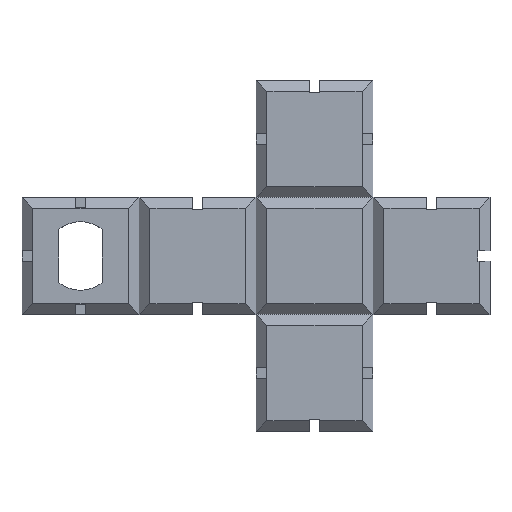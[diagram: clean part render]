
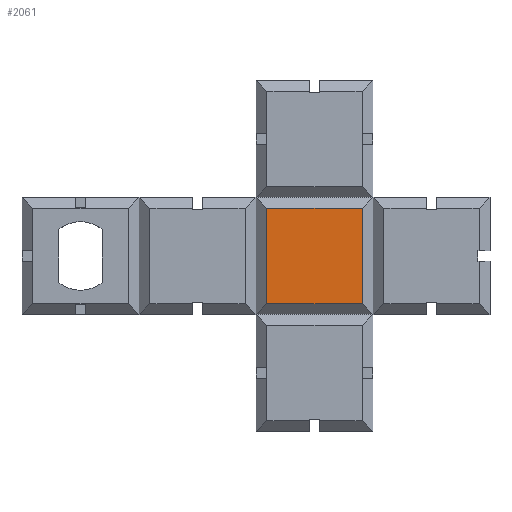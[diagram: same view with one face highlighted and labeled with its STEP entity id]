
A CAD part, top view. The second image highlights one B-rep face of the part: STEP entity #2061.
In plain terms, the highlighted planar face has unit normal (0, 0, 1).
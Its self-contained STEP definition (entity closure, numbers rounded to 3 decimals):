
#95=FACE_OUTER_BOUND('',#205,.T.);
#205=EDGE_LOOP('',(#1651,#1652,#1653,#1654));
#449=LINE('',#3166,#737);
#452=LINE('',#3171,#740);
#453=LINE('',#3173,#741);
#454=LINE('',#3174,#742);
#737=VECTOR('',#2585,10.);
#740=VECTOR('',#2590,10.);
#741=VECTOR('',#2591,10.);
#742=VECTOR('',#2592,10.);
#959=VERTEX_POINT('',#3163);
#960=VERTEX_POINT('',#3165);
#961=VERTEX_POINT('',#3170);
#962=VERTEX_POINT('',#3172);
#1213=EDGE_CURVE('',#959,#960,#449,.T.);
#1216=EDGE_CURVE('',#961,#959,#452,.T.);
#1217=EDGE_CURVE('',#962,#961,#453,.T.);
#1218=EDGE_CURVE('',#960,#962,#454,.T.);
#1651=ORIENTED_EDGE('',*,*,#1213,.F.);
#1652=ORIENTED_EDGE('',*,*,#1216,.F.);
#1653=ORIENTED_EDGE('',*,*,#1217,.F.);
#1654=ORIENTED_EDGE('',*,*,#1218,.F.);
#1951=PLANE('',#2189);
#2061=ADVANCED_FACE('',(#95),#1951,.T.);
#2189=AXIS2_PLACEMENT_3D('',#3169,#2588,#2589);
#2585=DIRECTION('',(0.,1.,0.));
#2588=DIRECTION('center_axis',(0.,0.,1.));
#2589=DIRECTION('ref_axis',(1.,0.,0.));
#2590=DIRECTION('',(-1.,0.,0.));
#2591=DIRECTION('',(0.,-1.,0.));
#2592=DIRECTION('',(1.,0.,0.));
#3163=CARTESIAN_POINT('',(2.8,2.8,3.));
#3165=CARTESIAN_POINT('',(2.8,27.2,3.));
#3166=CARTESIAN_POINT('',(2.8,22.5,3.));
#3169=CARTESIAN_POINT('Origin',(15.,15.,3.));
#3170=CARTESIAN_POINT('',(27.2,2.8,3.));
#3171=CARTESIAN_POINT('',(-22.5,2.8,3.));
#3172=CARTESIAN_POINT('',(27.2,27.2,3.));
#3173=CARTESIAN_POINT('',(27.2,7.5,3.));
#3174=CARTESIAN_POINT('',(-7.5,27.2,3.));
